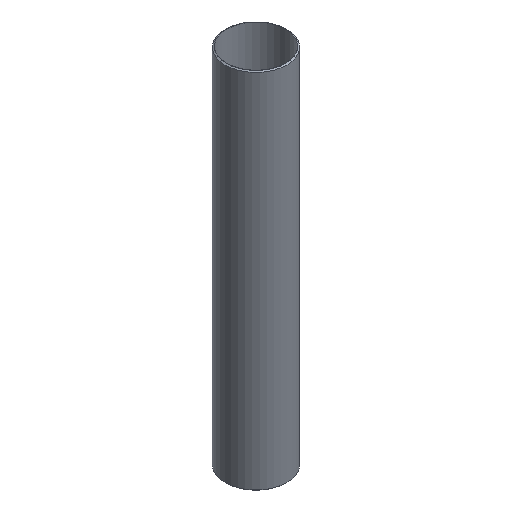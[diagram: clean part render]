
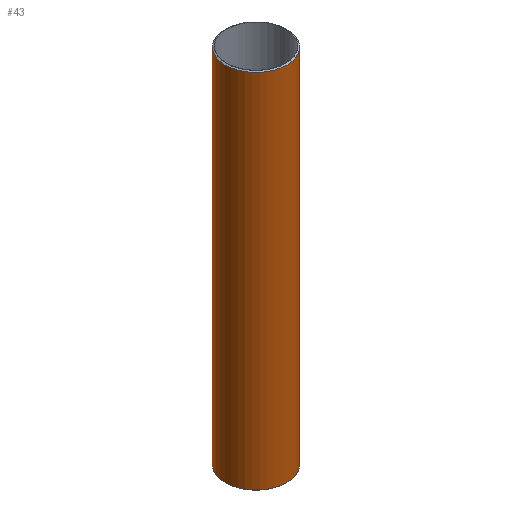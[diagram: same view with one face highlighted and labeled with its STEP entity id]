
A CAD part, isometric view. The second image highlights one B-rep face of the part: STEP entity #43.
In plain terms, the highlighted cylindrical face has radius 85 mm (diameter 170 mm), a full revolution.
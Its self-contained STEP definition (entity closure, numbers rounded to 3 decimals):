
#35=CYLINDRICAL_SURFACE('',#112,85.);
#43=ADVANCED_FACE('',(#56,#57),#35,.T.);
#56=FACE_BOUND('',#68,.T.);
#57=FACE_BOUND('',#69,.T.);
#68=EDGE_LOOP('',(#80));
#69=EDGE_LOOP('',(#81));
#80=ORIENTED_EDGE('',*,*,#89,.F.);
#81=ORIENTED_EDGE('',*,*,#93,.T.);
#83=VERTEX_POINT('',#143);
#87=VERTEX_POINT('',#155);
#89=EDGE_CURVE('',#83,#83,#95,.T.);
#93=EDGE_CURVE('',#87,#87,#99,.T.);
#95=CIRCLE('',#102,85.);
#99=CIRCLE('',#110,85.);
#102=AXIS2_PLACEMENT_3D('',#142,#117,#118);
#110=AXIS2_PLACEMENT_3D('',#154,#133,#134);
#112=AXIS2_PLACEMENT_3D('',#157,#137,#138);
#117=DIRECTION('',(0.,0.,-1.));
#118=DIRECTION('',(-1.,0.,0.));
#133=DIRECTION('',(0.,0.,-1.));
#134=DIRECTION('',(-1.,0.,0.));
#137=DIRECTION('',(0.,0.,-1.));
#138=DIRECTION('',(-1.,0.,0.));
#142=CARTESIAN_POINT('',(0.,0.,8.792));
#143=CARTESIAN_POINT('',(-85.,0.,8.792));
#154=CARTESIAN_POINT('',(0.,0.,1003.881));
#155=CARTESIAN_POINT('',(-85.,0.,1003.881));
#157=CARTESIAN_POINT('',(0.,0.,0.));
